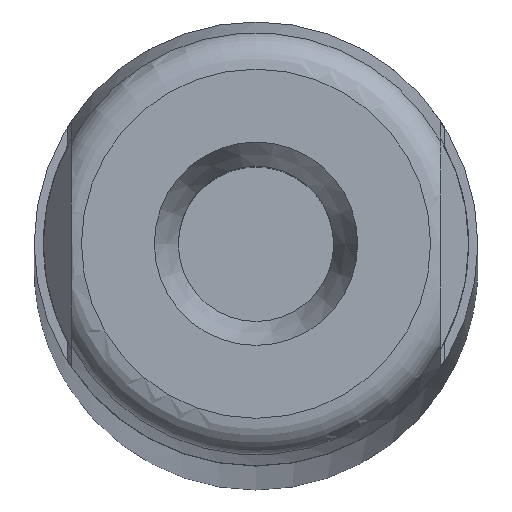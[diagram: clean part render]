
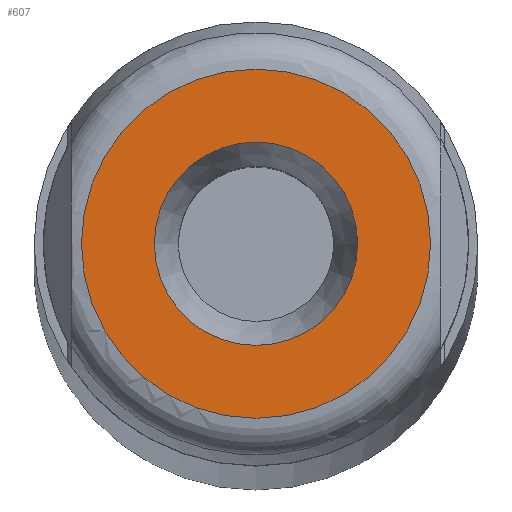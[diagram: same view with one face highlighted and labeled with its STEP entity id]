
A CAD part, top view. The second image highlights one B-rep face of the part: STEP entity #607.
In plain terms, the highlighted planar face has unit normal (0, 0, 1).
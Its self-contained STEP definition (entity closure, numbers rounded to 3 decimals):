
#5 = ORIENTED_EDGE ( 'NONE', *, *, #709, .T. ) ;
#27 = CARTESIAN_POINT ( 'NONE',  ( 4.72, 0., 0. ) ) ;
#68 = EDGE_CURVE ( 'NONE', #834, #834, #1184, .T. ) ;
#196 = CARTESIAN_POINT ( 'NONE',  ( 2.75, 0., 0. ) ) ;
#219 = AXIS2_PLACEMENT_3D ( 'NONE', #721, #1081, #901 ) ;
#247 = CARTESIAN_POINT ( 'NONE',  ( 0., 0., 0. ) ) ;
#324 = VERTEX_POINT ( 'NONE', #27 ) ;
#449 = ORIENTED_EDGE ( 'NONE', *, *, #68, .F. ) ;
#453 = AXIS2_PLACEMENT_3D ( 'NONE', #247, #601, #1057 ) ;
#457 = EDGE_LOOP ( 'NONE', ( #449 ) ) ;
#515 = CARTESIAN_POINT ( 'NONE',  ( 0., 0., 0. ) ) ;
#535 = AXIS2_PLACEMENT_3D ( 'NONE', #515, #1058, #962 ) ;
#543 = EDGE_LOOP ( 'NONE', ( #5 ) ) ;
#601 = DIRECTION ( 'NONE',  ( 0., 0., 1. ) ) ;
#607 = ADVANCED_FACE ( 'NONE', ( #869, #1191 ), #788, .F. ) ;
#709 = EDGE_CURVE ( 'NONE', #324, #324, #946, .T. ) ;
#721 = CARTESIAN_POINT ( 'NONE',  ( 0., 0., 0. ) ) ;
#788 = PLANE ( 'NONE',  #535 ) ;
#834 = VERTEX_POINT ( 'NONE', #196 ) ;
#869 = FACE_BOUND ( 'NONE', #457, .T. ) ;
#901 = DIRECTION ( 'NONE',  ( 1., 0., 0. ) ) ;
#946 = CIRCLE ( 'NONE', #219, 4.72 ) ;
#962 = DIRECTION ( 'NONE',  ( -1., 0., 0. ) ) ;
#1057 = DIRECTION ( 'NONE',  ( 1., 0., 0. ) ) ;
#1058 = DIRECTION ( 'NONE',  ( 0., 0., -1. ) ) ;
#1081 = DIRECTION ( 'NONE',  ( 0., 0., 1. ) ) ;
#1184 = CIRCLE ( 'NONE', #453, 2.75 ) ;
#1191 = FACE_OUTER_BOUND ( 'NONE', #543, .T. ) ;
